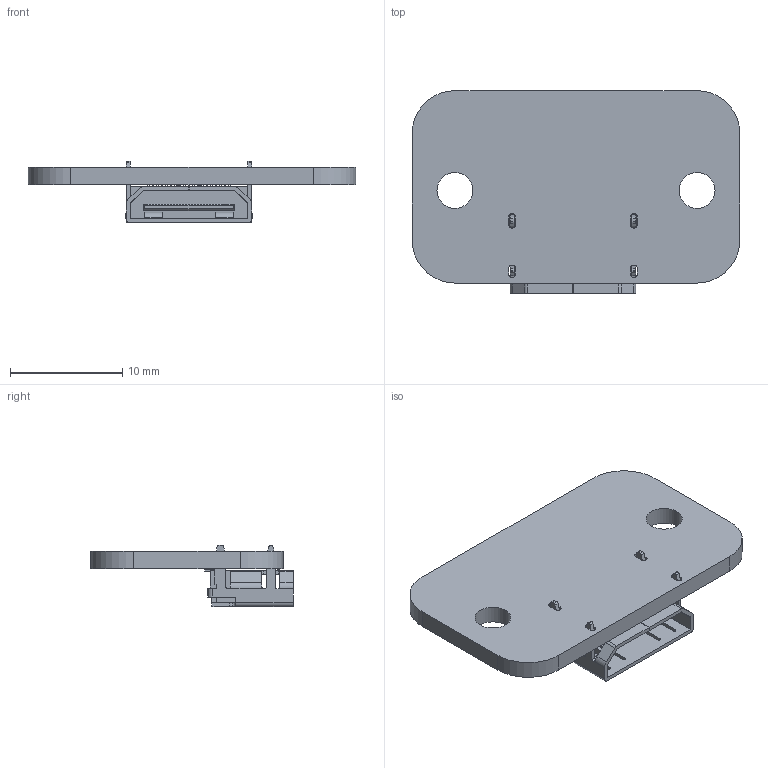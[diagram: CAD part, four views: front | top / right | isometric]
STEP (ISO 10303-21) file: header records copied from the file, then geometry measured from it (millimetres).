
FILE_DESCRIPTION(('KiCad electronic assembly'),'2;1');
FILE_NAME('hdmi_to_csi.step','2022-12-12T18:40:55',('Pcbnew'),('Kicad'), 'Open CASCADE STEP processor 7.6','KiCad to STEP converter','Unknown' );
FILE_SCHEMA(('AUTOMOTIVE_DESIGN { 1 0 10303 214 1 1 1 1 }'));
Length unit declared in the file: millimetre
Products named in the file (4): hdmi_to_csi 1; WURTH_685119136923; COMPOUND; hdmi_to_csi PCB
Assembly tree (3 placements, depth 3):
  hdmi_to_csi 1
    WURTH_685119136923
      COMPOUND
    hdmi_to_csi PCB
Bounding box: 29.21 x 18.05 x 5.45 mm (x, y, z)
Volume: 877.3 mm3; surface area: 1866.3 mm2
Topology: 23 solids, 23 shells, 871 faces, 2596 edges, 1696 vertices
Faces by surface type: plane 686, cylinder 171, bspline 14
Full cylindrical faces by diameter (mm): 3.2 x2
Entity records: 70601 total; most frequent: CARTESIAN_POINT 12915, DIRECTION 9610, LINE 7016, VECTOR 7016, ORIENTED_EDGE 5192, PCURVE 5192, DEFINITIONAL_REPRESENTATION 5192, EDGE_CURVE 2596
